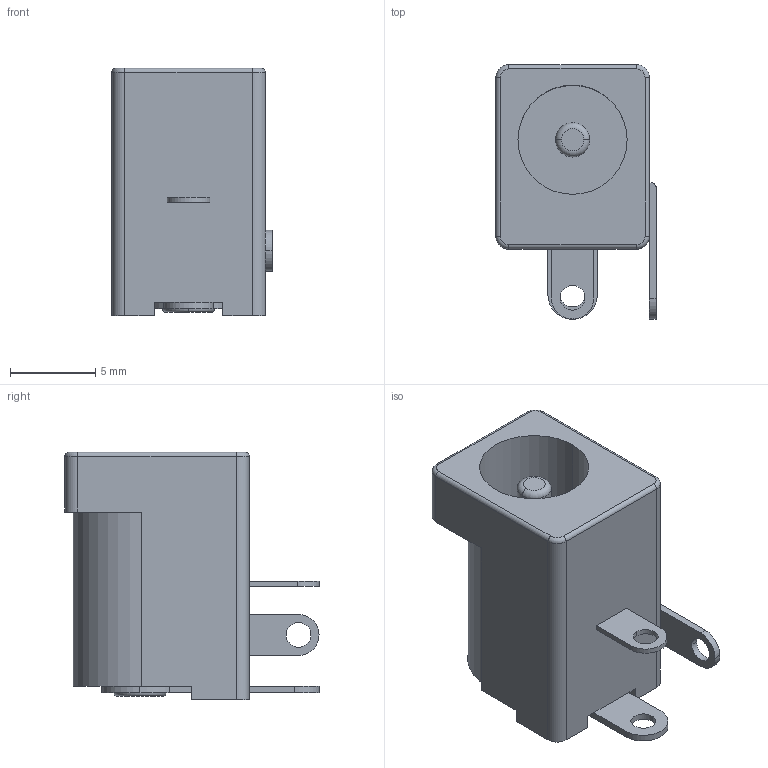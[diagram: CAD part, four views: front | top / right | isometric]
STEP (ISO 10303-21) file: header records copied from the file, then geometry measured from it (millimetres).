
FILE_DESCRIPTION (( 'STEP AP214' ), '1' );
FILE_NAME ('KLDX-0202-A_rD2.STEP', '2011-06-14T17:25:35', ( 'Admin' ), ( 'Kycon' ), 'SwSTEP 2.0', 'SolidWorks 2007', '' );
FILE_SCHEMA (( 'AUTOMOTIVE_DESIGN' ));
Length unit declared in the file: millimetre
Products named in the file (1): KLDX-0202-A_rD2
Bounding box: 9.4 x 14.9 x 14.5 mm (x, y, z)
Volume: 935.3 mm3; surface area: 1011.9 mm2
Topology: 1 solids, 1 shells, 67 faces, 169 edges, 108 vertices
Faces by surface type: plane 31, cylinder 28, torus 8
Entity records: 2441 total; most frequent: DIRECTION 375, CARTESIAN_POINT 345, ORIENTED_EDGE 338, EDGE_CURVE 169, AXIS2_PLACEMENT_3D 138, VERTEX_POINT 108, VECTOR 99, LINE 99
